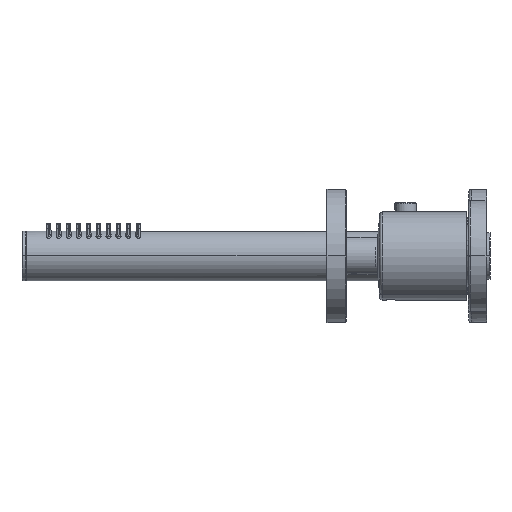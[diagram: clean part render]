
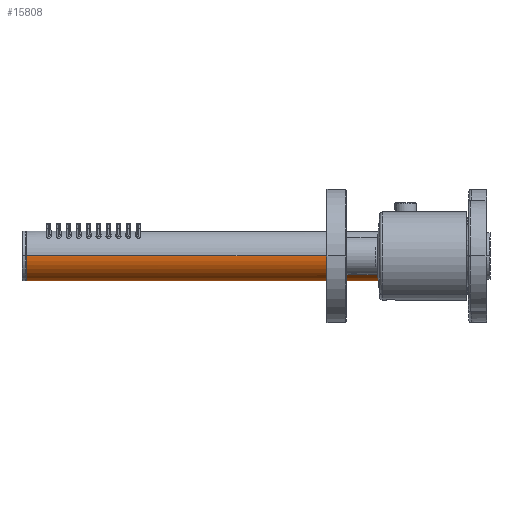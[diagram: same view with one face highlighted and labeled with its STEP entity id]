
A CAD part, left-side view. The second image highlights one B-rep face of the part: STEP entity #15808.
In plain terms, the highlighted cylindrical face has radius 11.25 mm (diameter 22.5 mm), a partial arc.
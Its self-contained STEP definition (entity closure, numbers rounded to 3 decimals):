
#13592=CARTESIAN_POINT('Vertex',(211.25,137.2,0.014)) ;
#13616=CARTESIAN_POINT('Vertex',(188.75,137.2,0.014)) ;
#13640=CARTESIAN_POINT('Vertex',(188.755,137.2,-0.326)) ;
#13643=CARTESIAN_POINT('Axis2P3D Location',(200.,137.2,0.014)) ;
#13660=CARTESIAN_POINT('Axis2P3D Location',(200.,137.2,0.014)) ;
#13725=CARTESIAN_POINT('Line Origine',(188.75,346.45,0.014)) ;
#13729=CARTESIAN_POINT('Vertex',(188.75,335.9,0.014)) ;
#13732=CARTESIAN_POINT('Line Origine',(211.25,346.45,0.014)) ;
#13736=CARTESIAN_POINT('Vertex',(211.25,335.9,0.014)) ;
#15783=CARTESIAN_POINT('Axis2P3D Location',(200.,346.45,0.014)) ;
#15788=CARTESIAN_POINT('Axis2P3D Location',(200.,335.9,0.014)) ;
#15792=CARTESIAN_POINT('Vertex',(188.761,335.9,-0.488)) ;
#15795=CARTESIAN_POINT('Axis2P3D Location',(200.,335.9,0.014)) ;
#13727=VECTOR('Line Direction',#13726,1.) ;
#13734=VECTOR('Line Direction',#13733,1.) ;
#13644=DIRECTION('Axis2P3D Direction',(0.,-1.,0.)) ;
#13661=DIRECTION('Axis2P3D Direction',(0.,-1.,0.)) ;
#13726=DIRECTION('Vector Direction',(0.,-1.,0.)) ;
#13733=DIRECTION('Vector Direction',(0.,-1.,0.)) ;
#15784=DIRECTION('Axis2P3D Direction',(0.,-1.,0.)) ;
#15785=DIRECTION('Axis2P3D XDirection',(-1.,0.,0.)) ;
#15789=DIRECTION('Axis2P3D Direction',(0.,-1.,0.)) ;
#15796=DIRECTION('Axis2P3D Direction',(0.,-1.,0.)) ;
#13645=AXIS2_PLACEMENT_3D('Circle Axis2P3D',#13643,#13644,$) ;
#13662=AXIS2_PLACEMENT_3D('Circle Axis2P3D',#13660,#13661,$) ;
#15786=AXIS2_PLACEMENT_3D('Cylinder Axis2P3D',#15783,#15784,#15785) ;
#15790=AXIS2_PLACEMENT_3D('Circle Axis2P3D',#15788,#15789,$) ;
#15797=AXIS2_PLACEMENT_3D('Circle Axis2P3D',#15795,#15796,$) ;
#13728=LINE('Line',#13725,#13727) ;
#13735=LINE('Line',#13732,#13734) ;
#13646=CIRCLE('generated circle',#13645,11.25) ;
#13663=CIRCLE('generated circle',#13662,11.25) ;
#15791=CIRCLE('generated circle',#15790,11.25) ;
#15798=CIRCLE('generated circle',#15797,11.25) ;
#15787=CYLINDRICAL_SURFACE('generated cylinder',#15786,11.25) ;
#13647=EDGE_CURVE('',#13641,#13617,#13646,.F.) ;
#13664=EDGE_CURVE('',#13593,#13641,#13663,.F.) ;
#13731=EDGE_CURVE('',#13617,#13730,#13728,.F.) ;
#13738=EDGE_CURVE('',#13593,#13737,#13735,.F.) ;
#15794=EDGE_CURVE('',#15793,#13730,#15791,.F.) ;
#15799=EDGE_CURVE('',#13737,#15793,#15798,.F.) ;
#15801=ORIENTED_EDGE('',*,*,#13738,.F.) ;
#15802=ORIENTED_EDGE('',*,*,#13664,.T.) ;
#15803=ORIENTED_EDGE('',*,*,#13647,.T.) ;
#15804=ORIENTED_EDGE('',*,*,#13731,.T.) ;
#15805=ORIENTED_EDGE('',*,*,#15794,.F.) ;
#15806=ORIENTED_EDGE('',*,*,#15799,.F.) ;
#15800=EDGE_LOOP('',(#15801,#15802,#15803,#15804,#15805,#15806)) ;
#13593=VERTEX_POINT('',#13592) ;
#13617=VERTEX_POINT('',#13616) ;
#13641=VERTEX_POINT('',#13640) ;
#13730=VERTEX_POINT('',#13729) ;
#13737=VERTEX_POINT('',#13736) ;
#15793=VERTEX_POINT('',#15792) ;
#15808=ADVANCED_FACE('GST79.1\\KR_T79200_ASM.1\\188\\187\\MANIFOLD_SOLID_BREP #59290',(#15807),#15787,.T.) ;
#15807=FACE_OUTER_BOUND('',#15800,.T.) ;
